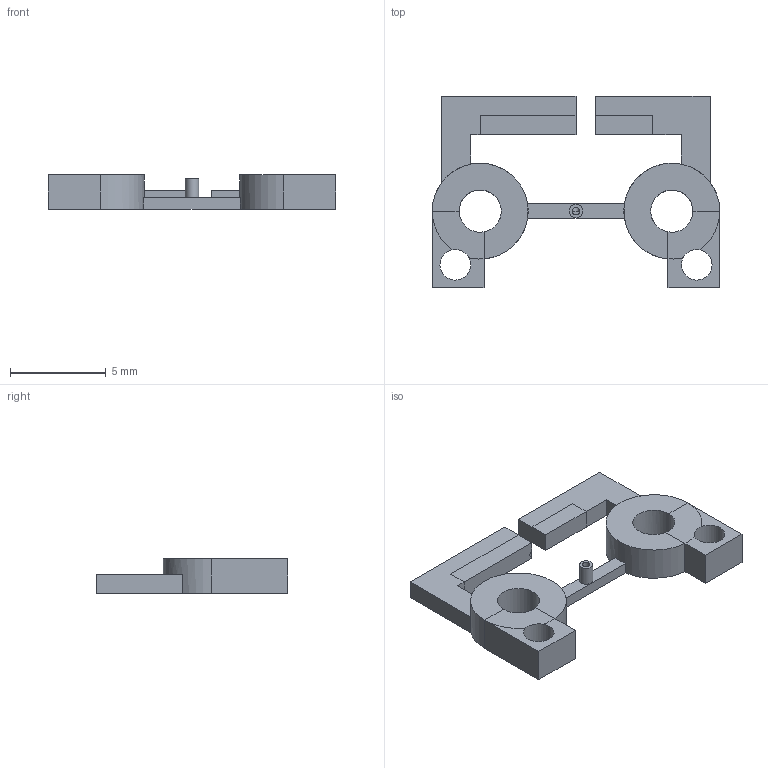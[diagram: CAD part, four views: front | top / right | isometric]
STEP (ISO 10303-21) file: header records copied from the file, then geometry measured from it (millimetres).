
FILE_DESCRIPTION(('FreeCAD Model'),'2;1');
FILE_NAME('bowtie_prototype_1_cut.step', '2019-04-24T19:50:14',('Author'),(''), 'Open CASCADE STEP processor 7.3','FreeCAD','Unknown');
FILE_SCHEMA(('AUTOMOTIVE_DESIGN { 1 0 10303 214 1 1 1 1 }'));
Length unit declared in the file: millimetre
Products named in the file (1): Cut002
Bounding box: 15 x 10 x 1.8 mm (x, y, z)
Volume: 103.3 mm3; surface area: 306.8 mm2
Topology: 1 solids, 1 shells, 66 faces, 179 edges, 108 vertices
Faces by surface type: plane 55, cylinder 11
Full cylindrical faces by diameter (mm): 0.33 x1, 0.4 x1, 0.7 x1, 1.6 x2, 2.2 x2
Entity records: 4940 total; most frequent: CARTESIAN_POINT 902, DIRECTION 672, ORIENTED_EDGE 358, PCURVE 358, DEFINITIONAL_REPRESENTATION 358, LINE 329, VECTOR 329, EDGE_CURVE 179
